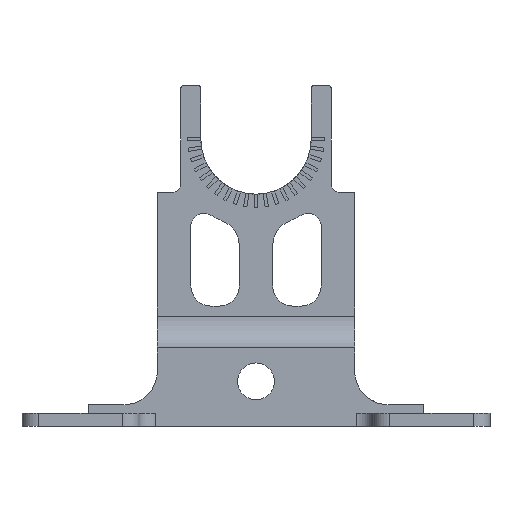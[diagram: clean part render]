
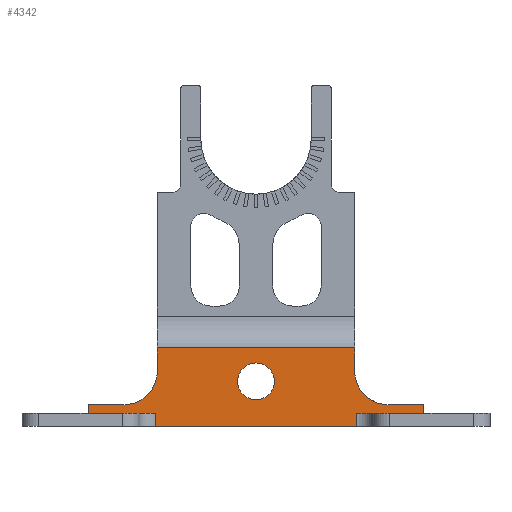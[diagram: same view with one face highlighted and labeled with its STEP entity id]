
A CAD part, front view. The second image highlights one B-rep face of the part: STEP entity #4342.
In plain terms, the highlighted planar face has unit normal (0, -1, 0).
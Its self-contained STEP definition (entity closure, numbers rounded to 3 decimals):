
#24=FACE_BOUND('',#379,.T.);
#147=FACE_OUTER_BOUND('',#378,.T.);
#378=EDGE_LOOP('',(#3208,#3209,#3210,#3211,#3212,#3213,#3214,#3215,#3216,
#3217,#3218,#3219,#3220,#3221));
#379=EDGE_LOOP('',(#3222));
#575=LINE('',#6281,#1058);
#725=LINE('',#6723,#1208);
#728=LINE('',#6769,#1211);
#744=LINE('',#6845,#1227);
#748=LINE('',#6858,#1231);
#756=LINE('',#6882,#1239);
#758=LINE('',#6888,#1241);
#759=LINE('',#6889,#1242);
#760=LINE('',#6890,#1243);
#761=LINE('',#6892,#1244);
#762=LINE('',#6894,#1245);
#763=LINE('',#6895,#1246);
#1058=VECTOR('',#4979,10.);
#1208=VECTOR('',#5345,10.);
#1211=VECTOR('',#5358,10.);
#1227=VECTOR('',#5400,10.);
#1231=VECTOR('',#5412,10.);
#1239=VECTOR('',#5432,10.);
#1241=VECTOR('',#5438,10.);
#1242=VECTOR('',#5439,10.);
#1243=VECTOR('',#5440,10.);
#1244=VECTOR('',#5441,10.);
#1245=VECTOR('',#5442,10.);
#1246=VECTOR('',#5443,10.);
#1610=CIRCLE('',#4657,10.);
#1614=CIRCLE('',#4663,10.);
#1628=CIRCLE('',#4685,5.5);
#1726=VERTEX_POINT('',#6278);
#1727=VERTEX_POINT('',#6280);
#1911=VERTEX_POINT('',#6721);
#1915=VERTEX_POINT('',#6749);
#1919=VERTEX_POINT('',#6768);
#1927=VERTEX_POINT('',#6795);
#1928=VERTEX_POINT('',#6797);
#1944=VERTEX_POINT('',#6843);
#1949=VERTEX_POINT('',#6856);
#1958=VERTEX_POINT('',#6879);
#1959=VERTEX_POINT('',#6881);
#1961=VERTEX_POINT('',#6887);
#1962=VERTEX_POINT('',#6891);
#1963=VERTEX_POINT('',#6893);
#1964=VERTEX_POINT('',#6896);
#2167=EDGE_CURVE('',#1727,#1726,#575,.T.);
#2389=EDGE_CURVE('',#1726,#1911,#725,.T.);
#2393=EDGE_CURVE('',#1727,#1915,#1610,.T.);
#2398=EDGE_CURVE('',#1919,#1915,#728,.T.);
#2408=EDGE_CURVE('',#1927,#1928,#1614,.T.);
#2426=EDGE_CURVE('',#1927,#1944,#744,.T.);
#2432=EDGE_CURVE('',#1944,#1949,#748,.T.);
#2443=EDGE_CURVE('',#1958,#1959,#756,.T.);
#2446=EDGE_CURVE('',#1958,#1961,#758,.T.);
#2447=EDGE_CURVE('',#1961,#1919,#759,.T.);
#2448=EDGE_CURVE('',#1911,#1928,#760,.T.);
#2449=EDGE_CURVE('',#1949,#1962,#761,.T.);
#2450=EDGE_CURVE('',#1963,#1962,#762,.T.);
#2451=EDGE_CURVE('',#1963,#1959,#763,.T.);
#2452=EDGE_CURVE('',#1964,#1964,#1628,.T.);
#3208=ORIENTED_EDGE('',*,*,#2443,.F.);
#3209=ORIENTED_EDGE('',*,*,#2446,.T.);
#3210=ORIENTED_EDGE('',*,*,#2447,.T.);
#3211=ORIENTED_EDGE('',*,*,#2398,.T.);
#3212=ORIENTED_EDGE('',*,*,#2393,.F.);
#3213=ORIENTED_EDGE('',*,*,#2167,.T.);
#3214=ORIENTED_EDGE('',*,*,#2389,.T.);
#3215=ORIENTED_EDGE('',*,*,#2448,.T.);
#3216=ORIENTED_EDGE('',*,*,#2408,.F.);
#3217=ORIENTED_EDGE('',*,*,#2426,.T.);
#3218=ORIENTED_EDGE('',*,*,#2432,.T.);
#3219=ORIENTED_EDGE('',*,*,#2449,.T.);
#3220=ORIENTED_EDGE('',*,*,#2450,.F.);
#3221=ORIENTED_EDGE('',*,*,#2451,.T.);
#3222=ORIENTED_EDGE('',*,*,#2452,.T.);
#4160=PLANE('',#4684);
#4342=ADVANCED_FACE('',(#147,#24),#4160,.F.);
#4657=AXIS2_PLACEMENT_3D('',#6750,#5350,#5351);
#4663=AXIS2_PLACEMENT_3D('',#6798,#5371,#5372);
#4684=AXIS2_PLACEMENT_3D('',#6886,#5436,#5437);
#4685=AXIS2_PLACEMENT_3D('',#6897,#5444,#5445);
#4979=DIRECTION('',(0.,0.,1.));
#5345=DIRECTION('',(-1.,0.,0.));
#5350=DIRECTION('center_axis',(0.,-1.,0.));
#5351=DIRECTION('ref_axis',(-0.707,0.,-0.707));
#5358=DIRECTION('',(-1.,0.,0.));
#5371=DIRECTION('center_axis',(0.,-1.,0.));
#5372=DIRECTION('ref_axis',(0.707,0.,-0.707));
#5400=DIRECTION('',(-1.,0.,0.));
#5412=DIRECTION('',(0.,0.,-1.));
#5432=DIRECTION('',(0.,0.,-1.));
#5436=DIRECTION('center_axis',(0.,1.,0.));
#5437=DIRECTION('ref_axis',(0.,0.,1.));
#5438=DIRECTION('',(1.,0.,0.));
#5439=DIRECTION('',(0.,0.,1.));
#5440=DIRECTION('',(0.,0.,-1.));
#5441=DIRECTION('',(1.,0.,0.));
#5442=DIRECTION('',(0.,0.,1.));
#5443=DIRECTION('',(1.,0.,0.));
#5444=DIRECTION('center_axis',(0.,1.,0.));
#5445=DIRECTION('ref_axis',(1.,0.,0.));
#6278=CARTESIAN_POINT('',(29.5,-20.,-62.5));
#6280=CARTESIAN_POINT('',(29.5,-20.,-69.5));
#6281=CARTESIAN_POINT('',(29.5,-20.,-68.375));
#6721=CARTESIAN_POINT('',(-29.5,-20.,-62.5));
#6723=CARTESIAN_POINT('',(-14.75,-20.,-62.5));
#6749=CARTESIAN_POINT('',(39.5,-20.,-79.5));
#6750=CARTESIAN_POINT('Origin',(39.5,-20.,-69.5));
#6768=CARTESIAN_POINT('',(50.,-20.,-79.5));
#6769=CARTESIAN_POINT('',(14.75,-20.,-79.5));
#6795=CARTESIAN_POINT('',(-39.5,-20.,-79.5));
#6797=CARTESIAN_POINT('',(-29.5,-20.,-69.5));
#6798=CARTESIAN_POINT('Origin',(-39.5,-20.,-69.5));
#6843=CARTESIAN_POINT('',(-50.,-20.,-79.5));
#6845=CARTESIAN_POINT('',(-25.,-20.,-79.5));
#6856=CARTESIAN_POINT('',(-50.,-20.,-82.));
#6858=CARTESIAN_POINT('',(-50.,-20.,-80.125));
#6879=CARTESIAN_POINT('',(30.,-20.,-82.));
#6881=CARTESIAN_POINT('',(30.,-20.,-86.));
#6882=CARTESIAN_POINT('',(30.,-20.,-80.125));
#6886=CARTESIAN_POINT('Origin',(0.,-20.,-74.25));
#6887=CARTESIAN_POINT('',(50.,-20.,-82.));
#6888=CARTESIAN_POINT('',(26.25,-20.,-82.));
#6889=CARTESIAN_POINT('',(50.,-20.,-76.875));
#6890=CARTESIAN_POINT('',(-29.5,-20.,-76.875));
#6891=CARTESIAN_POINT('',(-30.,-20.,-82.));
#6892=CARTESIAN_POINT('',(-26.25,-20.,-82.));
#6893=CARTESIAN_POINT('',(-30.,-20.,-86.));
#6894=CARTESIAN_POINT('',(-30.,-20.,-80.125));
#6895=CARTESIAN_POINT('',(25.,-20.,-86.));
#6896=CARTESIAN_POINT('',(-5.5,-20.,-72.5));
#6897=CARTESIAN_POINT('Origin',(0.,-20.,-72.5));
